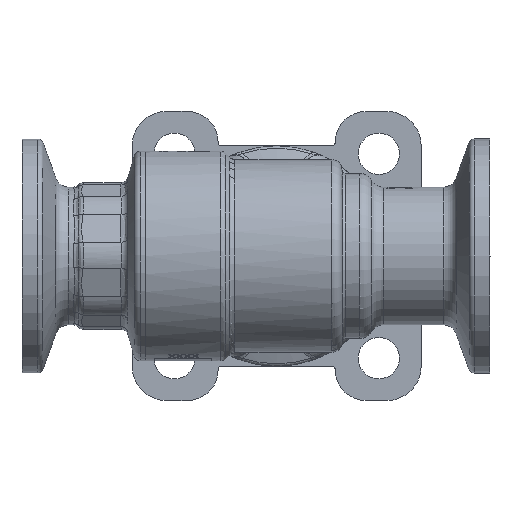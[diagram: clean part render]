
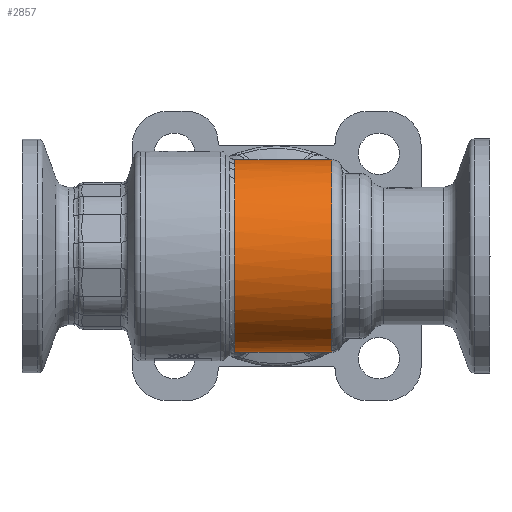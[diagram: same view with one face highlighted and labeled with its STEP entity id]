
A CAD part, front view. The second image highlights one B-rep face of the part: STEP entity #2857.
In plain terms, the highlighted cylindrical face has radius 14 mm (diameter 28 mm), a partial arc.
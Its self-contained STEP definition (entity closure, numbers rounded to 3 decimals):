
#548=CYLINDRICAL_SURFACE('',#11140,14.);
#2039=B_SPLINE_CURVE_WITH_KNOTS('',3,(#17834,#17835,#17836,#17837,#17838,
#17839,#17840,#17841,#17842,#17843,#17844,#17845,#17846,#17847,#17848,#17849,
#17850,#17851,#17852,#17853,#17854,#17855,#17856,#17857,#17858,#17859,#17860,
#17861,#17862,#17863,#17864,#17865,#17866,#17867,#17868,#17869),
 .UNSPECIFIED.,.F.,.F.,(4,2,2,2,2,2,2,2,2,2,2,2,2,2,2,2,2,4),(0.,0.125,
0.188,0.219,0.25,0.313,
0.344,0.375,0.438,0.5,
0.625,0.688,0.719,0.75,
0.813,0.844,0.875,1.),.UNSPECIFIED.);
#2094=B_SPLINE_CURVE_WITH_KNOTS('',3,(#18659,#18660,#18661,#18662,#18663,
#18664,#18665,#18666,#18667,#18668,#18669,#18670,#18671,#18672,#18673,#18674,
#18675,#18676,#18677,#18678,#18679,#18680,#18681,#18682,#18683,#18684,#18685,
#18686,#18687,#18688,#18689,#18690,#18691,#18692,#18693,#18694),
 .UNSPECIFIED.,.F.,.F.,(4,2,2,2,2,2,2,2,2,2,2,2,2,2,2,2,2,4),(0.,0.063,
0.094,0.125,0.188,0.219,0.25,0.375,0.438,0.5,0.563,0.594,
0.625,0.688,0.719,0.75,0.875,1.),.UNSPECIFIED.);
#2857=ADVANCED_FACE('NONE',(#3668),#548,.T.);
#3668=FACE_OUTER_BOUND('',#4324,.T.);
#4324=EDGE_LOOP('',(#7143,#7144,#7145,#7146));
#7143=ORIENTED_EDGE('',*,*,#9810,.T.);
#7144=ORIENTED_EDGE('',*,*,#9124,.T.);
#7145=ORIENTED_EDGE('',*,*,#9832,.T.);
#7146=ORIENTED_EDGE('',*,*,#9208,.T.);
#7890=VERTEX_POINT('',#17738);
#7892=VERTEX_POINT('',#17772);
#7946=VERTEX_POINT('',#18560);
#7950=VERTEX_POINT('',#18658);
#9124=EDGE_CURVE('NONE',#7892,#7890,#2039,.T.);
#9208=EDGE_CURVE('NONE',#7946,#7950,#2094,.T.);
#9810=EDGE_CURVE('NONE',#7950,#7892,#10212,.T.);
#9832=EDGE_CURVE('NONE',#7890,#7946,#10228,.T.);
#10212=CIRCLE('',#11096,14.);
#10228=CIRCLE('',#11138,14.);
#11096=AXIS2_PLACEMENT_3D('',#21655,#13406,#13407);
#11138=AXIS2_PLACEMENT_3D('',#21711,#13496,#13497);
#11140=AXIS2_PLACEMENT_3D('',#21713,#13500,#13501);
#13406=DIRECTION('',(-1.,0.,0.));
#13407=DIRECTION('',(0.,1.,0.));
#13496=DIRECTION('',(1.,0.,0.));
#13497=DIRECTION('',(0.,0.,-1.));
#13500=DIRECTION('',(-1.,0.,0.));
#13501=DIRECTION('',(0.,0.,1.));
#17738=CARTESIAN_POINT('',(-6.517,5.924,8.847));
#17772=CARTESIAN_POINT('',(7.569,7.026,7.289));
#17834=CARTESIAN_POINT('',(7.569,7.026,7.289));
#17835=CARTESIAN_POINT('',(7.137,6.757,7.731));
#17836=CARTESIAN_POINT('',(6.688,6.488,8.12));
#17837=CARTESIAN_POINT('',(5.927,6.067,8.672));
#17838=CARTESIAN_POINT('',(5.669,5.929,8.843));
#17839=CARTESIAN_POINT('',(5.275,5.729,9.081));
#17840=CARTESIAN_POINT('',(5.143,5.664,9.157));
#17841=CARTESIAN_POINT('',(4.876,5.535,9.304));
#17842=CARTESIAN_POINT('',(4.751,5.477,9.369));
#17843=CARTESIAN_POINT('',(4.315,5.279,9.586));
#17844=CARTESIAN_POINT('',(4.023,5.155,9.716));
#17845=CARTESIAN_POINT('',(3.583,4.983,9.889));
#17846=CARTESIAN_POINT('',(3.436,4.929,9.944));
#17847=CARTESIAN_POINT('',(3.141,4.825,10.046));
#17848=CARTESIAN_POINT('',(3.006,4.779,10.09));
#17849=CARTESIAN_POINT('',(2.524,4.626,10.235));
#17850=CARTESIAN_POINT('',(2.203,4.538,10.317));
#17851=CARTESIAN_POINT('',(1.562,4.391,10.45));
#17852=CARTESIAN_POINT('',(1.256,4.334,10.5));
#17853=CARTESIAN_POINT('',(0.253,4.196,10.62));
#17854=CARTESIAN_POINT('',(-0.43,4.173,10.639));
#17855=CARTESIAN_POINT('',(-1.41,4.238,10.583));
#17856=CARTESIAN_POINT('',(-1.736,4.276,10.551));
#17857=CARTESIAN_POINT('',(-2.228,4.357,10.479));
#17858=CARTESIAN_POINT('',(-2.392,4.388,10.452));
#17859=CARTESIAN_POINT('',(-2.72,4.457,10.39));
#17860=CARTESIAN_POINT('',(-2.895,4.499,10.352));
#17861=CARTESIAN_POINT('',(-3.353,4.617,10.244));
#17862=CARTESIAN_POINT('',(-3.658,4.708,10.158));
#17863=CARTESIAN_POINT('',(-4.114,4.863,10.009));
#17864=CARTESIAN_POINT('',(-4.266,4.917,9.956));
#17865=CARTESIAN_POINT('',(-4.57,5.031,9.842));
#17866=CARTESIAN_POINT('',(-4.733,5.095,9.776));
#17867=CARTESIAN_POINT('',(-5.434,5.383,9.477));
#17868=CARTESIAN_POINT('',(-5.982,5.644,9.19));
#17869=CARTESIAN_POINT('',(-6.517,5.924,8.847));
#18560=CARTESIAN_POINT('',(-6.517,5.924,-8.847));
#18658=CARTESIAN_POINT('',(7.569,7.026,-7.289));
#18659=CARTESIAN_POINT('',(-6.517,5.924,-8.847));
#18660=CARTESIAN_POINT('',(-6.25,5.784,-9.018));
#18661=CARTESIAN_POINT('',(-5.98,5.65,-9.175));
#18662=CARTESIAN_POINT('',(-5.571,5.457,-9.392));
#18663=CARTESIAN_POINT('',(-5.433,5.394,-9.46));
#18664=CARTESIAN_POINT('',(-5.157,5.272,-9.592));
#18665=CARTESIAN_POINT('',(-5.029,5.217,-9.65));
#18666=CARTESIAN_POINT('',(-4.576,5.031,-9.843));
#18667=CARTESIAN_POINT('',(-4.273,4.917,-9.957));
#18668=CARTESIAN_POINT('',(-3.819,4.763,-10.106));
#18669=CARTESIAN_POINT('',(-3.667,4.714,-10.152));
#18670=CARTESIAN_POINT('',(-3.364,4.623,-10.238));
#18671=CARTESIAN_POINT('',(-3.224,4.584,-10.274));
#18672=CARTESIAN_POINT('',(-2.403,4.371,-10.469));
#18673=CARTESIAN_POINT('',(-1.765,4.263,-10.562));
#18674=CARTESIAN_POINT('',(-0.76,4.195,-10.621));
#18675=CARTESIAN_POINT('',(-0.425,4.189,-10.626));
#18676=CARTESIAN_POINT('',(0.245,4.213,-10.606));
#18677=CARTESIAN_POINT('',(0.596,4.244,-10.579));
#18678=CARTESIAN_POINT('',(1.236,4.331,-10.503));
#18679=CARTESIAN_POINT('',(1.557,4.39,-10.451));
#18680=CARTESIAN_POINT('',(2.038,4.5,-10.351));
#18681=CARTESIAN_POINT('',(2.199,4.541,-10.314));
#18682=CARTESIAN_POINT('',(2.52,4.629,-10.232));
#18683=CARTESIAN_POINT('',(2.694,4.68,-10.184));
#18684=CARTESIAN_POINT('',(3.138,4.821,-10.05));
#18685=CARTESIAN_POINT('',(3.433,4.925,-9.949));
#18686=CARTESIAN_POINT('',(3.873,5.096,-9.775));
#18687=CARTESIAN_POINT('',(4.02,5.156,-9.714));
#18688=CARTESIAN_POINT('',(4.312,5.279,-9.584));
#18689=CARTESIAN_POINT('',(4.467,5.348,-9.511));
#18690=CARTESIAN_POINT('',(5.146,5.656,-9.173));
#18691=CARTESIAN_POINT('',(5.685,5.933,-8.847));
#18692=CARTESIAN_POINT('',(6.674,6.48,-8.13));
#18693=CARTESIAN_POINT('',(7.137,6.757,-7.731));
#18694=CARTESIAN_POINT('',(7.569,7.026,-7.289));
#21655=CARTESIAN_POINT('',(7.569,-4.926,0.));
#21711=CARTESIAN_POINT('',(-6.517,-4.926,0.));
#21713=CARTESIAN_POINT('',(-62.43,-4.926,0.));
